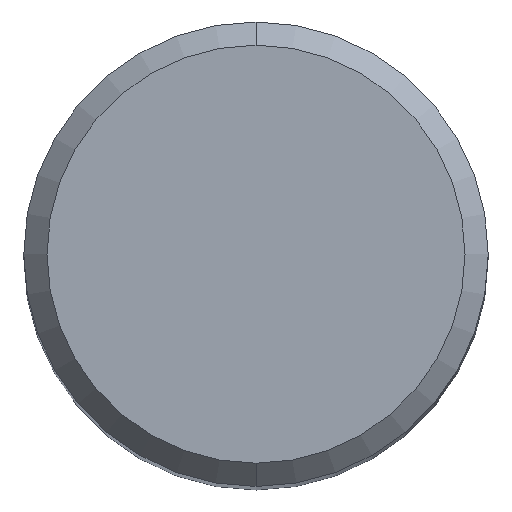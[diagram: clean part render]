
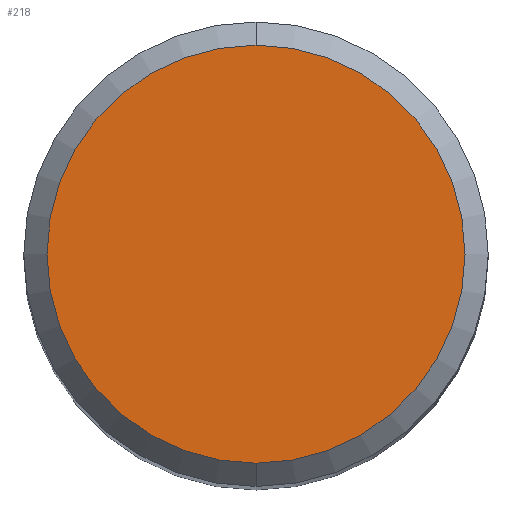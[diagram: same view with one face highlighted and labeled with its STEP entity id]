
A CAD part, top view. The second image highlights one B-rep face of the part: STEP entity #218.
In plain terms, the highlighted planar face has unit normal (0, 0, 1).
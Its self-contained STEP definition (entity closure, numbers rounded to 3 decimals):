
#218=ADVANCED_FACE('',(#528),#529,.T.);
#248=EDGE_CURVE('',#352,#288,#566,.T.);
#288=VERTEX_POINT('',#609);
#314=EDGE_CURVE('',#288,#352,#635,.T.);
#352=VERTEX_POINT('',#678);
#528=FACE_OUTER_BOUND('',#909,.T.);
#529=PLANE('',#910);
#566=CIRCLE('',#952,7.2);
#609=CARTESIAN_POINT('',(0.0,7.2,0.0));
#635=CIRCLE('',#1097,7.2);
#678=CARTESIAN_POINT('',(0.,-7.2,0.0));
#909=EDGE_LOOP('',(#1591,#1592));
#910=AXIS2_PLACEMENT_3D('',#1593,#1594,#1595);
#952=AXIS2_PLACEMENT_3D('',#1665,#1666,#1667);
#1097=AXIS2_PLACEMENT_3D('',#1711,#1712,#1713);
#1591=ORIENTED_EDGE('',*,*,#314,.F.);
#1592=ORIENTED_EDGE('',*,*,#248,.F.);
#1593=CARTESIAN_POINT('',(0.0,3.6,0.0));
#1594=DIRECTION('',(-0.0,0.0,1.0));
#1595=DIRECTION('',(0.0,-1.0,0.0));
#1665=CARTESIAN_POINT('',(0.0,0.0,0.0));
#1666=DIRECTION('',(0.0,0.0,-1.0));
#1667=DIRECTION('',(0.0,1.0,0.0));
#1711=CARTESIAN_POINT('',(0.0,0.0,0.0));
#1712=DIRECTION('',(0.0,0.0,-1.0));
#1713=DIRECTION('',(0.0,1.0,0.0));
